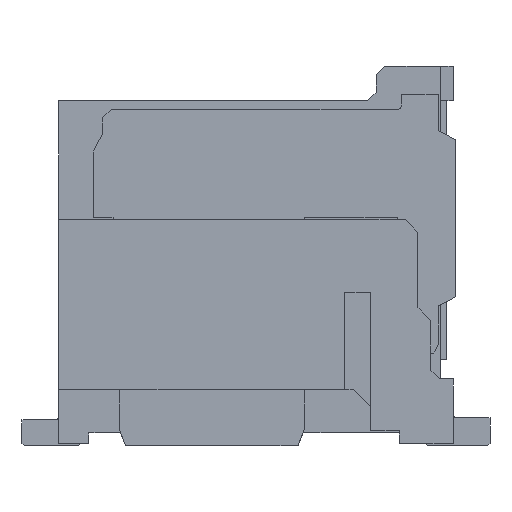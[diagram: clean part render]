
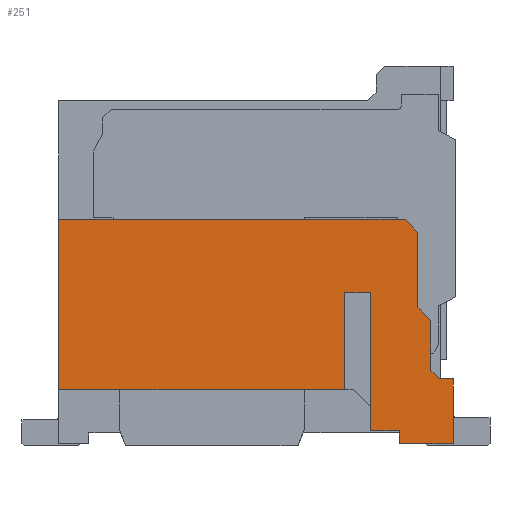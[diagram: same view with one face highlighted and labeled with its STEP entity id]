
A CAD part, left-side view. The second image highlights one B-rep face of the part: STEP entity #251.
In plain terms, the highlighted planar face has unit normal (-1, 0, 0).
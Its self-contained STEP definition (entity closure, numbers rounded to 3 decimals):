
#251=ADVANCED_FACE('',(#1090),#1091,.T.);
#1090=FACE_OUTER_BOUND('',#2440,.T.);
#1091=PLANE('',#2441);
#2440=EDGE_LOOP('',(#4905,#4906,#4907,#4908,#4909,#4910,#4911,#4912,#4913,#4914,#4915,#4916,#4917,#4918,#4919,#4920));
#2441=AXIS2_PLACEMENT_3D('',#4921,#4922,#4923);
#4905=ORIENTED_EDGE('',*,*,#9942,.T.);
#4906=ORIENTED_EDGE('',*,*,#9933,.T.);
#4907=ORIENTED_EDGE('',*,*,#9930,.F.);
#4908=ORIENTED_EDGE('',*,*,#9943,.F.);
#4909=ORIENTED_EDGE('',*,*,#9324,.T.);
#4910=ORIENTED_EDGE('',*,*,#9764,.T.);
#4911=ORIENTED_EDGE('',*,*,#9756,.T.);
#4912=ORIENTED_EDGE('',*,*,#9944,.T.);
#4913=ORIENTED_EDGE('',*,*,#9945,.T.);
#4914=ORIENTED_EDGE('',*,*,#9946,.T.);
#4915=ORIENTED_EDGE('',*,*,#9947,.T.);
#4916=ORIENTED_EDGE('',*,*,#9948,.T.);
#4917=ORIENTED_EDGE('',*,*,#9700,.F.);
#4918=ORIENTED_EDGE('',*,*,#9338,.F.);
#4919=ORIENTED_EDGE('',*,*,#9740,.T.);
#4920=ORIENTED_EDGE('',*,*,#9941,.T.);
#4921=CARTESIAN_POINT('',(-6.65,4.575,-4.375));
#4922=DIRECTION('',(-1.0,0.0,0.0));
#4923=DIRECTION('',(0.0,0.0,1.0));
#9324=EDGE_CURVE('',#11279,#11277,#11280,.T.);
#9338=EDGE_CURVE('',#11304,#11306,#11307,.T.);
#9700=EDGE_CURVE('',#11306,#11981,#11982,.T.);
#9740=EDGE_CURVE('',#11304,#12052,#12054,.T.);
#9756=EDGE_CURVE('',#12076,#12074,#12077,.T.);
#9764=EDGE_CURVE('',#11277,#12076,#12089,.T.);
#9930=EDGE_CURVE('',#12351,#12353,#12354,.T.);
#9933=EDGE_CURVE('',#12357,#12353,#12358,.T.);
#9941=EDGE_CURVE('',#12052,#12368,#12370,.T.);
#9942=EDGE_CURVE('',#12368,#12357,#12371,.T.);
#9943=EDGE_CURVE('',#11279,#12351,#12372,.T.);
#9944=EDGE_CURVE('',#12074,#12373,#12374,.T.);
#9945=EDGE_CURVE('',#12373,#12375,#12376,.T.);
#9946=EDGE_CURVE('',#12375,#12377,#12378,.T.);
#9947=EDGE_CURVE('',#12377,#12379,#12380,.T.);
#9948=EDGE_CURVE('',#12379,#11981,#12381,.T.);
#11277=VERTEX_POINT('',#14422);
#11279=VERTEX_POINT('',#14425);
#11280=LINE('',#14426,#14427);
#11304=VERTEX_POINT('',#14463);
#11306=VERTEX_POINT('',#14466);
#11307=LINE('',#14467,#14468);
#11981=VERTEX_POINT('',#15483);
#11982=LINE('',#15484,#15485);
#12052=VERTEX_POINT('',#15592);
#12054=LINE('',#15595,#15596);
#12074=VERTEX_POINT('',#15630);
#12076=VERTEX_POINT('',#15633);
#12077=LINE('',#15634,#15635);
#12089=LINE('',#15654,#15655);
#12351=VERTEX_POINT('',#16079);
#12353=VERTEX_POINT('',#16082);
#12354=LINE('',#16083,#16084);
#12357=VERTEX_POINT('',#16089);
#12358=LINE('',#16090,#16091);
#12368=VERTEX_POINT('',#16107);
#12370=LINE('',#16110,#16111);
#12371=LINE('',#16112,#16113);
#12372=LINE('',#16114,#16115);
#12373=VERTEX_POINT('',#16116);
#12374=LINE('',#16117,#16118);
#12375=VERTEX_POINT('',#16119);
#12376=LINE('',#16120,#16121);
#12377=VERTEX_POINT('',#16122);
#12378=LINE('',#16123,#16124);
#12379=VERTEX_POINT('',#16125);
#12380=LINE('',#16126,#16127);
#12381=LINE('',#16128,#16129);
#14422=CARTESIAN_POINT('',(-6.65,-4.575,-4.375));
#14425=CARTESIAN_POINT('',(-6.65,-3.325,-4.375));
#14426=CARTESIAN_POINT('',(-6.65,-3.325,-4.375));
#14427=VECTOR('',#19354,1.25);
#14463=CARTESIAN_POINT('',(-6.65,4.575,-3.125));
#14466=CARTESIAN_POINT('',(-6.65,4.575,0.825));
#14467=CARTESIAN_POINT('',(-6.65,4.575,-3.125));
#14468=VECTOR('',#19368,3.95);
#15483=CARTESIAN_POINT('',(-6.65,-3.455,0.825));
#15484=CARTESIAN_POINT('',(-6.65,4.575,0.825));
#15485=VECTOR('',#19770,8.03);
#15592=CARTESIAN_POINT('',(-6.65,-2.055,-3.125));
#15595=CARTESIAN_POINT('',(-6.65,4.575,-3.125));
#15596=VECTOR('',#19812,6.63);
#15630=CARTESIAN_POINT('',(-6.65,-4.255,-2.875));
#15633=CARTESIAN_POINT('',(-6.65,-4.575,-2.875));
#15634=CARTESIAN_POINT('',(-6.65,-4.575,-2.875));
#15635=VECTOR('',#19828,0.32);
#15654=CARTESIAN_POINT('',(-6.65,-4.575,-4.375));
#15655=VECTOR('',#19836,1.5);
#16079=CARTESIAN_POINT('',(-6.65,-3.325,-4.075));
#16082=CARTESIAN_POINT('',(-6.65,-2.655,-4.075));
#16083=CARTESIAN_POINT('',(-6.65,-3.325,-4.075));
#16084=VECTOR('',#20006,0.67);
#16089=CARTESIAN_POINT('',(-6.65,-2.655,-0.875));
#16090=CARTESIAN_POINT('',(-6.65,-2.655,-0.875));
#16091=VECTOR('',#20009,3.2);
#16107=CARTESIAN_POINT('',(-6.65,-2.055,-0.875));
#16110=CARTESIAN_POINT('',(-6.65,-2.055,-3.125));
#16111=VECTOR('',#20017,2.25);
#16112=CARTESIAN_POINT('',(-6.65,-2.055,-0.875));
#16113=VECTOR('',#20018,0.6);
#16114=CARTESIAN_POINT('',(-6.65,-3.325,-4.375));
#16115=VECTOR('',#20019,0.3);
#16116=CARTESIAN_POINT('',(-6.65,-4.055,-2.675));
#16117=CARTESIAN_POINT('',(-6.65,-4.255,-2.875));
#16118=VECTOR('',#20020,0.283);
#16119=CARTESIAN_POINT('',(-6.65,-4.055,-1.525));
#16120=CARTESIAN_POINT('',(-6.65,-4.055,-2.675));
#16121=VECTOR('',#20021,1.15);
#16122=CARTESIAN_POINT('',(-6.65,-3.755,-1.225));
#16123=CARTESIAN_POINT('',(-6.65,-4.055,-1.525));
#16124=VECTOR('',#20022,0.424);
#16125=CARTESIAN_POINT('',(-6.65,-3.755,0.525));
#16126=CARTESIAN_POINT('',(-6.65,-3.755,-1.225));
#16127=VECTOR('',#20023,1.75);
#16128=CARTESIAN_POINT('',(-6.65,-3.755,0.525));
#16129=VECTOR('',#20024,0.424);
#19354=DIRECTION('',(0.0,-1.0,0.0));
#19368=DIRECTION('',(0.0,0.0,1.0));
#19770=DIRECTION('',(0.0,-1.0,0.0));
#19812=DIRECTION('',(0.0,-1.0,0.0));
#19828=DIRECTION('',(0.0,1.0,0.0));
#19836=DIRECTION('',(0.0,0.0,1.0));
#20006=DIRECTION('',(0.0,1.0,0.0));
#20009=DIRECTION('',(0.0,0.0,-1.0));
#20017=DIRECTION('',(0.0,0.0,1.0));
#20018=DIRECTION('',(0.0,-1.0,0.0));
#20019=DIRECTION('',(0.0,0.0,1.0));
#20020=DIRECTION('',(0.0,0.707,0.707));
#20021=DIRECTION('',(0.0,0.0,1.0));
#20022=DIRECTION('',(0.0,0.707,0.707));
#20023=DIRECTION('',(0.0,0.0,1.0));
#20024=DIRECTION('',(0.0,0.707,0.707));
